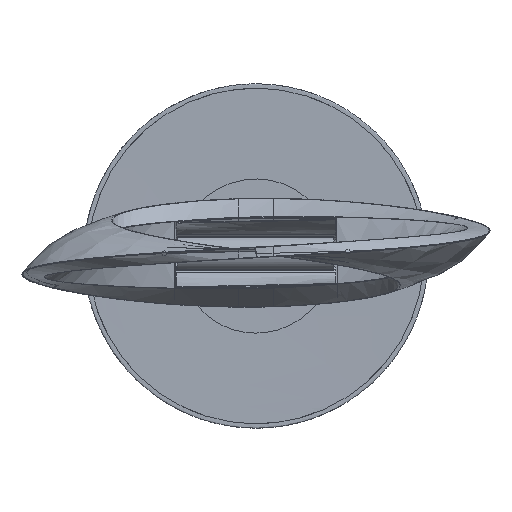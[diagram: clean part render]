
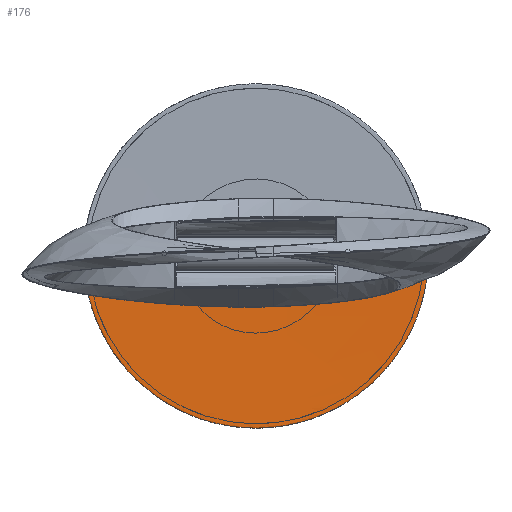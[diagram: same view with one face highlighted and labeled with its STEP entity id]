
A CAD part, top view. The second image highlights one B-rep face of the part: STEP entity #176.
In plain terms, the highlighted free-form (B-spline) face has degree [2, 2] with [11, 5] control points.
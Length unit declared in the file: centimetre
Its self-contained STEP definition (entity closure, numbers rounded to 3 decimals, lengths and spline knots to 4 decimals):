
#176=ADVANCED_FACE('',(#322),#2451,.T.);
#322=FACE_OUTER_BOUND('',#481,.T.);
#481=EDGE_LOOP('',(#1216,#1217,#1218));
#1216=ORIENTED_EDGE('',*,*,#1806,.T.);
#1217=ORIENTED_EDGE('',*,*,#1807,.T.);
#1218=ORIENTED_EDGE('',*,*,#1769,.F.);
#1769=EDGE_CURVE('',#2218,#2222,#2948,.T.);
#1806=EDGE_CURVE('',#2218,#2246,#2979,.T.);
#1807=EDGE_CURVE('',#2246,#2222,#2980,.T.);
#2218=VERTEX_POINT('',#12977);
#2222=VERTEX_POINT('',#12981);
#2246=VERTEX_POINT('',#13005);
#2451=(
BOUNDED_SURFACE()
B_SPLINE_SURFACE(2,2,((#12694,#12695,#12696,#12697,#12698),(#12699,#12700,
#12701,#12702,#12703),(#12704,#12705,#12706,#12707,#12708),(#12709,#12710,
#12711,#12712,#12713),(#12714,#12715,#12716,#12717,#12718),(#12719,#12720,
#12721,#12722,#12723),(#12724,#12725,#12726,#12727,#12728),(#12729,#12730,
#12731,#12732,#12733),(#12734,#12735,#12736,#12737,#12738),(#12739,#12740,
#12741,#12742,#12743),(#12744,#12745,#12746,#12747,#12748)),.UNSPECIFIED.,
.F.,.F.,.F.)
B_SPLINE_SURFACE_WITH_KNOTS((3,2,2,2,2,3),(3,2,3),(6.625,149.,
150.5708,153.1708,154.7416,157.5416),(3.1416,
4.7124,6.2832),.UNSPECIFIED.)
GEOMETRIC_REPRESENTATION_ITEM()
RATIONAL_B_SPLINE_SURFACE(((1.,0.707,1.,0.707,1.),
(1.,0.707,1.,0.707,1.),(1.,0.707,1.,
0.707,1.),(0.707,0.5,0.707,
0.5,0.707),(1.,0.707,1.,0.707,
1.),(1.,0.707,1.,0.707,1.),(1.,0.707,
1.,0.707,1.),(0.707,0.5,0.707,
0.5,0.707),(1.,0.707,1.,0.707,
1.),(1.,0.707,1.,0.707,1.),(1.,0.707,
1.,0.707,1.)))
REPRESENTATION_ITEM('')
SURFACE()
);
#2948=(
BOUNDED_CURVE()
B_SPLINE_CURVE(2,(#12117,#12118,#12119,#12120,#12121,#12122,#12123,#12124,
#12125,#12126,#12127),.UNSPECIFIED.,.F.,.F.)
B_SPLINE_CURVE_WITH_KNOTS((3,2,2,2,2,3),(6.625,149.,150.5708,
153.1708,154.7416,157.5416),.UNSPECIFIED.)
CURVE()
GEOMETRIC_REPRESENTATION_ITEM()
RATIONAL_B_SPLINE_CURVE((1.,1.,1.,0.707,1.,1.,1.,0.707,
1.,1.,1.))
REPRESENTATION_ITEM('')
);
#2979=(
BOUNDED_CURVE()
B_SPLINE_CURVE(2,(#12298,#12299,#12300,#12301,#12302,#12303,#12304,#12305,
#12306,#12307,#12308),.UNSPECIFIED.,.F.,.F.)
B_SPLINE_CURVE_WITH_KNOTS((3,2,2,2,2,3),(6.625,149.,150.5708,
153.1708,154.7416,157.5416),.UNSPECIFIED.)
CURVE()
GEOMETRIC_REPRESENTATION_ITEM()
RATIONAL_B_SPLINE_CURVE((1.,1.,1.,0.707,1.,1.,1.,0.707,
1.,1.,1.))
REPRESENTATION_ITEM('')
);
#2980=(
BOUNDED_CURVE()
B_SPLINE_CURVE(2,(#12309,#12310,#12311,#12312,#12313),.UNSPECIFIED.,.F.,
.F.)
B_SPLINE_CURVE_WITH_KNOTS((3,2,3),(3.1416,4.7124,6.2832),
.UNSPECIFIED.)
CURVE()
GEOMETRIC_REPRESENTATION_ITEM()
RATIONAL_B_SPLINE_CURVE((1.,0.707,1.,0.707,1.))
REPRESENTATION_ITEM('')
);
#12117=CARTESIAN_POINT('',(0.,0.0034,1.9502));
#12118=CARTESIAN_POINT('',(7.45,0.0034,1.9901));
#12119=CARTESIAN_POINT('',(14.9,0.0034,2.03));
#12120=CARTESIAN_POINT('',(15.,0.0034,2.03));
#12121=CARTESIAN_POINT('',(15.,0.0034,1.93));
#12122=CARTESIAN_POINT('',(15.,0.0034,1.8));
#12123=CARTESIAN_POINT('',(15.,0.0034,1.67));
#12124=CARTESIAN_POINT('',(15.,0.0034,1.57));
#12125=CARTESIAN_POINT('',(14.9,0.0034,1.57));
#12126=CARTESIAN_POINT('',(14.76,0.0034,1.568));
#12127=CARTESIAN_POINT('',(14.62,0.0034,1.566));
#12298=CARTESIAN_POINT('',(0.,0.0034,1.9502));
#12299=CARTESIAN_POINT('',(-7.45,0.0034,1.9901));
#12300=CARTESIAN_POINT('',(-14.9,0.0034,2.03));
#12301=CARTESIAN_POINT('',(-15.,0.0034,2.03));
#12302=CARTESIAN_POINT('',(-15.,0.0034,1.93));
#12303=CARTESIAN_POINT('',(-15.,0.0034,1.8));
#12304=CARTESIAN_POINT('',(-15.,0.0034,1.67));
#12305=CARTESIAN_POINT('',(-15.,0.0034,1.57));
#12306=CARTESIAN_POINT('',(-14.9,0.0034,1.57));
#12307=CARTESIAN_POINT('',(-14.76,0.0034,1.568));
#12308=CARTESIAN_POINT('',(-14.62,0.0034,1.566));
#12309=CARTESIAN_POINT('',(-14.62,0.0034,1.566));
#12310=CARTESIAN_POINT('',(-14.62,-14.6166,1.566));
#12311=CARTESIAN_POINT('',(0.,-14.6166,1.566));
#12312=CARTESIAN_POINT('',(14.62,-14.6166,1.566));
#12313=CARTESIAN_POINT('',(14.62,0.0034,1.566));
#12694=CARTESIAN_POINT('',(0.,0.0034,1.9502));
#12695=CARTESIAN_POINT('',(0.,0.0034,1.9502));
#12696=CARTESIAN_POINT('',(0.,0.0034,1.9502));
#12697=CARTESIAN_POINT('',(0.,0.0034,1.9502));
#12698=CARTESIAN_POINT('',(0.,0.0034,1.9502));
#12699=CARTESIAN_POINT('',(-7.45,0.0034,1.9901));
#12700=CARTESIAN_POINT('',(-7.45,-7.4466,1.9901));
#12701=CARTESIAN_POINT('',(0.,-7.4466,1.9901));
#12702=CARTESIAN_POINT('',(7.45,-7.4466,1.9901));
#12703=CARTESIAN_POINT('',(7.45,0.0034,1.9901));
#12704=CARTESIAN_POINT('',(-14.9,0.0034,2.03));
#12705=CARTESIAN_POINT('',(-14.9,-14.8966,2.03));
#12706=CARTESIAN_POINT('',(0.,-14.8966,2.03));
#12707=CARTESIAN_POINT('',(14.9,-14.8966,2.03));
#12708=CARTESIAN_POINT('',(14.9,0.0034,2.03));
#12709=CARTESIAN_POINT('',(-15.,0.0034,2.03));
#12710=CARTESIAN_POINT('',(-15.,-14.9966,2.03));
#12711=CARTESIAN_POINT('',(0.,-14.9966,2.03));
#12712=CARTESIAN_POINT('',(15.,-14.9966,2.03));
#12713=CARTESIAN_POINT('',(15.,0.0034,2.03));
#12714=CARTESIAN_POINT('',(-15.,0.0034,1.93));
#12715=CARTESIAN_POINT('',(-15.,-14.9966,1.93));
#12716=CARTESIAN_POINT('',(0.,-14.9966,1.93));
#12717=CARTESIAN_POINT('',(15.,-14.9966,1.93));
#12718=CARTESIAN_POINT('',(15.,0.0034,1.93));
#12719=CARTESIAN_POINT('',(-15.,0.0034,1.8));
#12720=CARTESIAN_POINT('',(-15.,-14.9966,1.8));
#12721=CARTESIAN_POINT('',(0.,-14.9966,1.8));
#12722=CARTESIAN_POINT('',(15.,-14.9966,1.8));
#12723=CARTESIAN_POINT('',(15.,0.0034,1.8));
#12724=CARTESIAN_POINT('',(-15.,0.0034,1.67));
#12725=CARTESIAN_POINT('',(-15.,-14.9966,1.67));
#12726=CARTESIAN_POINT('',(0.,-14.9966,1.67));
#12727=CARTESIAN_POINT('',(15.,-14.9966,1.67));
#12728=CARTESIAN_POINT('',(15.,0.0034,1.67));
#12729=CARTESIAN_POINT('',(-15.,0.0034,1.57));
#12730=CARTESIAN_POINT('',(-15.,-14.9966,1.57));
#12731=CARTESIAN_POINT('',(0.,-14.9966,1.57));
#12732=CARTESIAN_POINT('',(15.,-14.9966,1.57));
#12733=CARTESIAN_POINT('',(15.,0.0034,1.57));
#12734=CARTESIAN_POINT('',(-14.9,0.0034,1.57));
#12735=CARTESIAN_POINT('',(-14.9,-14.8966,1.57));
#12736=CARTESIAN_POINT('',(0.,-14.8966,1.57));
#12737=CARTESIAN_POINT('',(14.9,-14.8966,1.57));
#12738=CARTESIAN_POINT('',(14.9,0.0034,1.57));
#12739=CARTESIAN_POINT('',(-14.76,0.0034,1.568));
#12740=CARTESIAN_POINT('',(-14.76,-14.7566,1.568));
#12741=CARTESIAN_POINT('',(0.,-14.7566,1.568));
#12742=CARTESIAN_POINT('',(14.76,-14.7566,1.568));
#12743=CARTESIAN_POINT('',(14.76,0.0034,1.568));
#12744=CARTESIAN_POINT('',(-14.62,0.0034,1.566));
#12745=CARTESIAN_POINT('',(-14.62,-14.6166,1.566));
#12746=CARTESIAN_POINT('',(0.,-14.6166,1.566));
#12747=CARTESIAN_POINT('',(14.62,-14.6166,1.566));
#12748=CARTESIAN_POINT('',(14.62,0.0034,1.566));
#12977=CARTESIAN_POINT('',(0.,0.0034,1.9502));
#12981=CARTESIAN_POINT('',(14.62,0.0034,1.566));
#13005=CARTESIAN_POINT('',(-14.62,0.0034,1.566));
